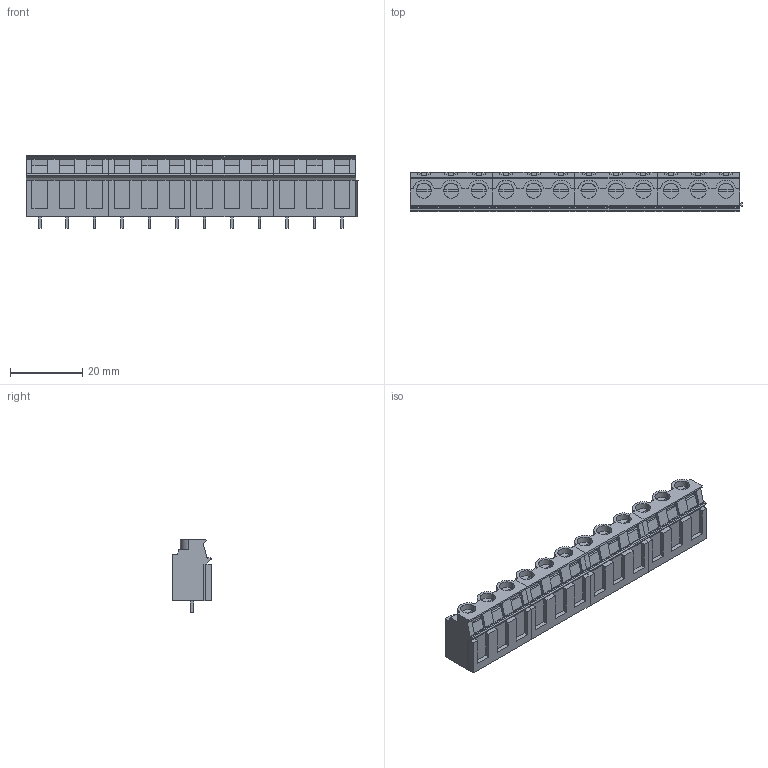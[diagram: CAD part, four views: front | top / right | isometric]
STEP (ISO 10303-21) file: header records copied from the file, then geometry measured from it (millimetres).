
FILE_DESCRIPTION(('CATIA V5 STEP Exchange','CAx-IF Rec.Pracs.--- Model Styling and Organization---1.2---2011-12-15'),'2;1');
FILE_NAME ('D1455684_0_1766840000_1766840000.stp','2018-03-05T14:48:54+00:00',('none'),('Weidmueller'),'CATIA Version 5-6 Release 2014','CATIA V5 STEP AP214','none');
FILE_SCHEMA(('AUTOMOTIVE_DESIGN { 1 0 10303 214 1 1 1 1 }'));
Length unit declared in the file: millimetre
Products named in the file (1): 1766840000
Bounding box: 92.09 x 11 x 20.2 mm (x, y, z)
Volume: 12371.2 mm3; surface area: 10456.8 mm2
Topology: 28 solids, 28 shells, 1032 faces, 2784 edges, 1840 vertices
Faces by surface type: plane 964, cylinder 68
Entity records: 30536 total; most frequent: ORIENTED_EDGE 5568, CARTESIAN_POINT 5326, DIRECTION 4046, EDGE_CURVE 2784, VECTOR 2600, LINE 2600, VERTEX_POINT 1840, EDGE_LOOP 1064
